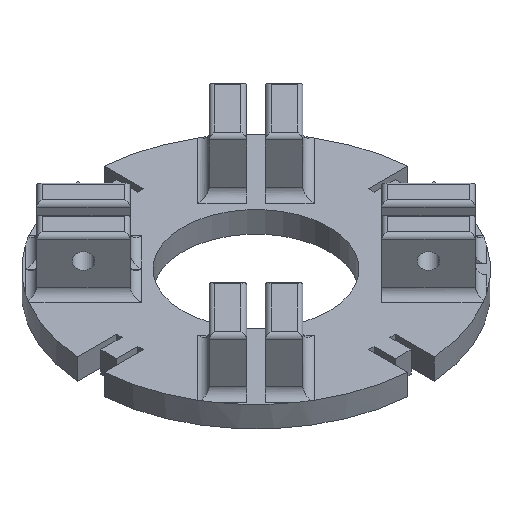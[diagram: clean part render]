
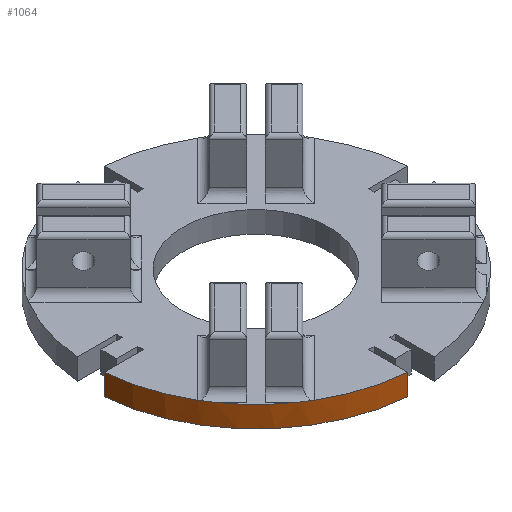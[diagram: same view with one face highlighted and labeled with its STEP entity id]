
A CAD part, isometric view. The second image highlights one B-rep face of the part: STEP entity #1064.
In plain terms, the highlighted cylindrical face has radius 62.5 mm (diameter 125 mm), a partial arc.
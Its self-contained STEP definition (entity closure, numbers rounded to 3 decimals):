
#97=CARTESIAN_POINT('Axis2P3D Location',(0.,0.,4.)) ;
#101=CARTESIAN_POINT('Vertex',(-62.3,-5.,4.)) ;
#103=CARTESIAN_POINT('Vertex',(-53.774,-31.853,4.)) ;
#131=CARTESIAN_POINT('Vertex',(-51.361,-35.613,4.)) ;
#134=CARTESIAN_POINT('Axis2P3D Location',(0.,0.,4.)) ;
#138=CARTESIAN_POINT('Vertex',(-35.613,-51.361,4.)) ;
#166=CARTESIAN_POINT('Vertex',(-31.853,-53.774,4.)) ;
#169=CARTESIAN_POINT('Axis2P3D Location',(0.,0.,4.)) ;
#173=CARTESIAN_POINT('Vertex',(-5.,-62.3,4.)) ;
#654=CARTESIAN_POINT('Vertex',(-62.3,-5.,-4.)) ;
#857=CARTESIAN_POINT('Vertex',(-5.,-62.3,-4.)) ;
#860=CARTESIAN_POINT('Axis2P3D Location',(0.,0.,-4.)) ;
#918=CARTESIAN_POINT('Axis2P3D Location',(0.,0.,0.)) ;
#996=CARTESIAN_POINT('Line Origine',(-5.,-62.3,0.)) ;
#1002=CARTESIAN_POINT('Control Point',(-32.527,-53.369,4.098)) ;
#1003=CARTESIAN_POINT('Control Point',(-32.308,-53.502,4.033)) ;
#1004=CARTESIAN_POINT('Control Point',(-32.081,-53.639,4.)) ;
#1005=CARTESIAN_POINT('Control Point',(-31.853,-53.774,4.)) ;
#1006=CARTESIAN_POINT('Vertex',(-32.527,-53.369,4.098)) ;
#1010=CARTESIAN_POINT('Control Point',(-34.462,-52.14,4.012)) ;
#1011=CARTESIAN_POINT('Control Point',(-33.824,-52.562,4.025)) ;
#1012=CARTESIAN_POINT('Control Point',(-33.178,-52.972,4.051)) ;
#1013=CARTESIAN_POINT('Control Point',(-32.527,-53.369,4.098)) ;
#1014=CARTESIAN_POINT('Vertex',(-34.462,-52.14,4.012)) ;
#1018=CARTESIAN_POINT('Control Point',(-34.462,-52.14,4.012)) ;
#1019=CARTESIAN_POINT('Control Point',(-34.849,-51.885,4.003)) ;
#1020=CARTESIAN_POINT('Control Point',(-35.232,-51.625,4.)) ;
#1021=CARTESIAN_POINT('Control Point',(-35.613,-51.361,4.)) ;
#1024=CARTESIAN_POINT('Control Point',(-52.14,-34.462,4.012)) ;
#1025=CARTESIAN_POINT('Control Point',(-51.885,-34.849,4.003)) ;
#1026=CARTESIAN_POINT('Control Point',(-51.625,-35.232,4.)) ;
#1027=CARTESIAN_POINT('Control Point',(-51.361,-35.613,4.)) ;
#1028=CARTESIAN_POINT('Vertex',(-52.14,-34.462,4.012)) ;
#1032=CARTESIAN_POINT('Control Point',(-52.14,-34.462,4.012)) ;
#1033=CARTESIAN_POINT('Control Point',(-52.562,-33.824,4.025)) ;
#1034=CARTESIAN_POINT('Control Point',(-52.972,-33.178,4.051)) ;
#1035=CARTESIAN_POINT('Control Point',(-53.369,-32.527,4.098)) ;
#1036=CARTESIAN_POINT('Vertex',(-53.369,-32.527,4.098)) ;
#1040=CARTESIAN_POINT('Control Point',(-53.369,-32.527,4.098)) ;
#1041=CARTESIAN_POINT('Control Point',(-53.502,-32.308,4.033)) ;
#1042=CARTESIAN_POINT('Control Point',(-53.639,-32.081,4.)) ;
#1043=CARTESIAN_POINT('Control Point',(-53.774,-31.853,4.)) ;
#1045=CARTESIAN_POINT('Line Origine',(-62.3,-5.,0.)) ;
#98=DIRECTION('Axis2P3D Direction',(0.,0.,1.)) ;
#135=DIRECTION('Axis2P3D Direction',(0.,0.,1.)) ;
#170=DIRECTION('Axis2P3D Direction',(0.,0.,1.)) ;
#861=DIRECTION('Axis2P3D Direction',(0.,0.,1.)) ;
#919=DIRECTION('Axis2P3D Direction',(0.,0.,1.)) ;
#920=DIRECTION('Axis2P3D XDirection',(1.,0.,0.)) ;
#997=DIRECTION('Vector Direction',(0.,0.,1.)) ;
#1046=DIRECTION('Vector Direction',(0.,0.,1.)) ;
#99=AXIS2_PLACEMENT_3D('Circle Axis2P3D',#97,#98,$) ;
#136=AXIS2_PLACEMENT_3D('Circle Axis2P3D',#134,#135,$) ;
#171=AXIS2_PLACEMENT_3D('Circle Axis2P3D',#169,#170,$) ;
#862=AXIS2_PLACEMENT_3D('Circle Axis2P3D',#860,#861,$) ;
#921=AXIS2_PLACEMENT_3D('Cylinder Axis2P3D',#918,#919,#920) ;
#1051=ORIENTED_EDGE('',*,*,#864,.T.) ;
#1052=ORIENTED_EDGE('',*,*,#1000,.F.) ;
#1053=ORIENTED_EDGE('',*,*,#175,.F.) ;
#1054=ORIENTED_EDGE('',*,*,#1008,.T.) ;
#1055=ORIENTED_EDGE('',*,*,#1016,.T.) ;
#1056=ORIENTED_EDGE('',*,*,#1022,.T.) ;
#1057=ORIENTED_EDGE('',*,*,#140,.F.) ;
#1058=ORIENTED_EDGE('',*,*,#1030,.T.) ;
#1059=ORIENTED_EDGE('',*,*,#1038,.T.) ;
#1060=ORIENTED_EDGE('',*,*,#1044,.T.) ;
#1061=ORIENTED_EDGE('',*,*,#105,.F.) ;
#1062=ORIENTED_EDGE('',*,*,#1049,.T.) ;
#998=VECTOR('Line Direction',#997,1.) ;
#1047=VECTOR('Line Direction',#1046,1.) ;
#1064=ADVANCED_FACE('Corps principal',(#1063),#922,.T.) ;
#1001=B_SPLINE_CURVE_WITH_KNOTS('',3,(#1002,#1003,#1004,#1005),.UNSPECIFIED.,.F.,.U.,(4,4),(0.,1.123),.UNSPECIFIED.) ;
#1009=B_SPLINE_CURVE_WITH_KNOTS('',3,(#1010,#1011,#1012,#1013),.UNSPECIFIED.,.F.,.U.,(4,4),(0.,3.248),.UNSPECIFIED.) ;
#1017=B_SPLINE_CURVE_WITH_KNOTS('',3,(#1018,#1019,#1020,#1021),.UNSPECIFIED.,.F.,.U.,(4,4),(0.,1.965),.UNSPECIFIED.) ;
#1023=B_SPLINE_CURVE_WITH_KNOTS('',3,(#1024,#1025,#1026,#1027),.UNSPECIFIED.,.F.,.U.,(4,4),(0.,1.965),.UNSPECIFIED.) ;
#1031=B_SPLINE_CURVE_WITH_KNOTS('',3,(#1032,#1033,#1034,#1035),.UNSPECIFIED.,.F.,.U.,(4,4),(0.,3.248),.UNSPECIFIED.) ;
#1039=B_SPLINE_CURVE_WITH_KNOTS('',3,(#1040,#1041,#1042,#1043),.UNSPECIFIED.,.F.,.U.,(4,4),(0.,1.123),.UNSPECIFIED.) ;
#100=CIRCLE('generated circle',#99,62.5) ;
#137=CIRCLE('generated circle',#136,62.5) ;
#172=CIRCLE('generated circle',#171,62.5) ;
#863=CIRCLE('generated circle',#862,62.5) ;
#922=CYLINDRICAL_SURFACE('generated cylinder',#921,62.5) ;
#105=EDGE_CURVE('',#102,#104,#100,.T.) ;
#140=EDGE_CURVE('',#132,#139,#137,.T.) ;
#175=EDGE_CURVE('',#167,#174,#172,.T.) ;
#864=EDGE_CURVE('',#655,#858,#863,.T.) ;
#1000=EDGE_CURVE('',#174,#858,#999,.F.) ;
#1008=EDGE_CURVE('',#167,#1007,#1001,.F.) ;
#1016=EDGE_CURVE('',#1007,#1015,#1009,.F.) ;
#1022=EDGE_CURVE('',#1015,#139,#1017,.T.) ;
#1030=EDGE_CURVE('',#132,#1029,#1023,.F.) ;
#1038=EDGE_CURVE('',#1029,#1037,#1031,.T.) ;
#1044=EDGE_CURVE('',#1037,#104,#1039,.T.) ;
#1049=EDGE_CURVE('',#102,#655,#1048,.F.) ;
#1050=EDGE_LOOP('',(#1051,#1052,#1053,#1054,#1055,#1056,#1057,#1058,#1059,#1060,#1061,#1062)) ;
#1063=FACE_OUTER_BOUND('',#1050,.T.) ;
#999=LINE('Line',#996,#998) ;
#1048=LINE('Line',#1045,#1047) ;
#102=VERTEX_POINT('',#101) ;
#104=VERTEX_POINT('',#103) ;
#132=VERTEX_POINT('',#131) ;
#139=VERTEX_POINT('',#138) ;
#167=VERTEX_POINT('',#166) ;
#174=VERTEX_POINT('',#173) ;
#655=VERTEX_POINT('',#654) ;
#858=VERTEX_POINT('',#857) ;
#1007=VERTEX_POINT('',#1006) ;
#1015=VERTEX_POINT('',#1014) ;
#1029=VERTEX_POINT('',#1028) ;
#1037=VERTEX_POINT('',#1036) ;
